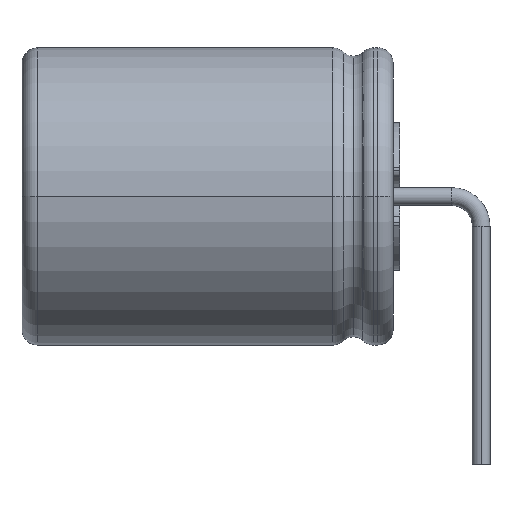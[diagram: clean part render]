
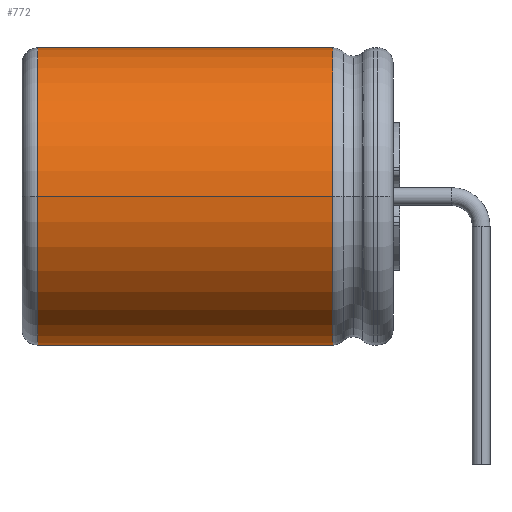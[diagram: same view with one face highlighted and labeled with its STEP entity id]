
A CAD part, left-side view. The second image highlights one B-rep face of the part: STEP entity #772.
In plain terms, the highlighted cylindrical face has radius 5.025 mm (diameter 10.051 mm), a partial arc.
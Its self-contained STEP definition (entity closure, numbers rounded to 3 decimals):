
#7 = AXIS2_PLACEMENT_3D ( 'NONE', #1761, #246, #3867 ) ;
#56 = VERTEX_POINT ( 'NONE', #2211 ) ;
#175 = AXIS2_PLACEMENT_3D ( 'NONE', #4100, #472, #3757 ) ;
#184 = CARTESIAN_POINT ( 'NONE',  ( 0., 2.52, 0. ) ) ;
#210 = CARTESIAN_POINT ( 'NONE',  ( 0., 12.5, 5.025 ) ) ;
#246 = DIRECTION ( 'NONE',  ( 0., 1., 0. ) ) ;
#274 = ORIENTED_EDGE ( 'NONE', *, *, #330, .F. ) ;
#330 = EDGE_CURVE ( 'NONE', #1543, #2544, #3034, .T. ) ;
#338 = ORIENTED_EDGE ( 'NONE', *, *, #3007, .T. ) ;
#472 = DIRECTION ( 'NONE',  ( 0., -1., 0. ) ) ;
#473 = ORIENTED_EDGE ( 'NONE', *, *, #3220, .F. ) ;
#721 = VERTEX_POINT ( 'NONE', #210 ) ;
#772 = ADVANCED_FACE ( 'NONE', ( #3362 ), #3408, .T. ) ;
#888 = EDGE_LOOP ( 'NONE', ( #338, #3555, #274, #473 ) ) ;
#1334 = CARTESIAN_POINT ( 'NONE',  ( 0., 2.52, 5.025 ) ) ;
#1543 = VERTEX_POINT ( 'NONE', #1334 ) ;
#1574 = AXIS2_PLACEMENT_3D ( 'NONE', #184, #2728, #1670 ) ;
#1670 = DIRECTION ( 'NONE',  ( 1., 0., 0. ) ) ;
#1761 = CARTESIAN_POINT ( 'NONE',  ( 0., 12.922, 0. ) ) ;
#1788 = LINE ( 'NONE', #2572, #3463 ) ;
#2123 = VECTOR ( 'NONE', #2463, 1000. ) ;
#2211 = CARTESIAN_POINT ( 'NONE',  ( 0., 12.5, -5.025 ) ) ;
#2463 = DIRECTION ( 'NONE',  ( 0., -1., 0. ) ) ;
#2522 = DIRECTION ( 'NONE',  ( 0., 1., 0. ) ) ;
#2544 = VERTEX_POINT ( 'NONE', #4043 ) ;
#2572 = CARTESIAN_POINT ( 'NONE',  ( 0., 12.922, -5.025 ) ) ;
#2728 = DIRECTION ( 'NONE',  ( 0., -1., 0. ) ) ;
#3007 = EDGE_CURVE ( 'NONE', #721, #56, #3582, .T. ) ;
#3034 = CIRCLE ( 'NONE', #1574, 5.025 ) ;
#3081 = LINE ( 'NONE', #3571, #2123 ) ;
#3220 = EDGE_CURVE ( 'NONE', #721, #1543, #3081, .T. ) ;
#3362 = FACE_OUTER_BOUND ( 'NONE', #888, .T. ) ;
#3408 = CYLINDRICAL_SURFACE ( 'NONE', #7, 5.025 ) ;
#3463 = VECTOR ( 'NONE', #2522, 1000. ) ;
#3555 = ORIENTED_EDGE ( 'NONE', *, *, #4360, .F. ) ;
#3571 = CARTESIAN_POINT ( 'NONE',  ( 0., 12.922, 5.025 ) ) ;
#3582 = CIRCLE ( 'NONE', #175, 5.025 ) ;
#3757 = DIRECTION ( 'NONE',  ( 1., 0., 0. ) ) ;
#3867 = DIRECTION ( 'NONE',  ( 1., 0., 0. ) ) ;
#4043 = CARTESIAN_POINT ( 'NONE',  ( 0., 2.52, -5.025 ) ) ;
#4100 = CARTESIAN_POINT ( 'NONE',  ( 0., 12.5, 0. ) ) ;
#4360 = EDGE_CURVE ( 'NONE', #2544, #56, #1788, .T. ) ;
